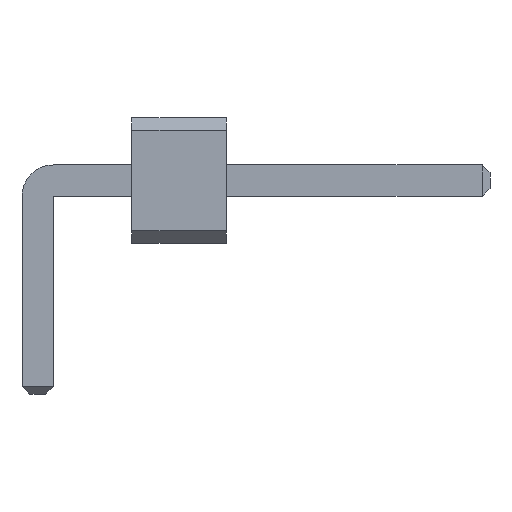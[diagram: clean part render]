
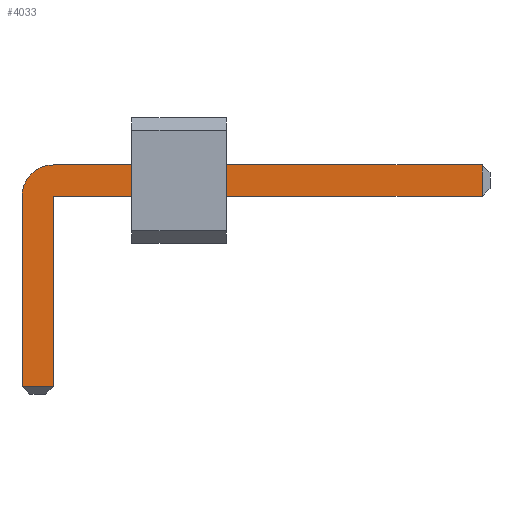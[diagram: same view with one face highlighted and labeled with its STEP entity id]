
A CAD part, front view. The second image highlights one B-rep face of the part: STEP entity #4033.
In plain terms, the highlighted planar face has unit normal (0, -1, 0).
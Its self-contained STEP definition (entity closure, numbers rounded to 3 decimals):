
#13=DIRECTION('',(0.,0.,1.));
#27=VECTOR('',#28,1.);
#28=DIRECTION('',(1.,0.,0.));
#1816=VECTOR('',#13,1.);
#1858=DIRECTION('',(0.,1.,0.));
#3847=VECTOR('',#3848,1.);
#3848=DIRECTION('',(0.,0.,-1.));
#3855=VECTOR('',#3856,1.);
#3856=DIRECTION('',(-1.,0.,0.));
#3877=DIRECTION('',(-0.,1.,0.));
#3887=VERTEX_POINT('',#3888);
#3888=CARTESIAN_POINT('',(0.25,-60.25,1.25));
#3890=ORIENTED_EDGE('',*,*,#3891,.T.);
#3891=EDGE_CURVE('',#3887,#3892,#3894,.T.);
#3892=VERTEX_POINT('',#3893);
#3893=CARTESIAN_POINT('',(7.075,-60.25,1.25));
#3894=LINE('',#3895,#27);
#3895=CARTESIAN_POINT('',(-0.25,-60.25,1.25));
#3931=EDGE_CURVE('',#3932,#3887,#3934,.T.);
#3932=VERTEX_POINT('',#3933);
#3933=CARTESIAN_POINT('',(-0.25,-60.25,0.75));
#3934=CIRCLE('',#3935,0.5);
#3935=AXIS2_PLACEMENT_3D('',#3936,#3877,#3848);
#3936=CARTESIAN_POINT('',(0.25,-60.25,0.75));
#3948=VERTEX_POINT('',#3949);
#3949=CARTESIAN_POINT('',(7.075,-60.25,0.75));
#3951=ORIENTED_EDGE('',*,*,#3952,.T.);
#3952=EDGE_CURVE('',#3948,#3953,#3954,.T.);
#3953=VERTEX_POINT('',#3936);
#3954=LINE('',#3955,#3855);
#3955=CARTESIAN_POINT('',(7.2,-60.25,0.75));
#3967=VERTEX_POINT('',#3968);
#3968=CARTESIAN_POINT('',(-0.25,-60.25,-2.275));
#3970=ORIENTED_EDGE('',*,*,#3971,.T.);
#3971=EDGE_CURVE('',#3967,#3932,#3972,.T.);
#3972=LINE('',#3973,#1816);
#3973=CARTESIAN_POINT('',(-0.25,-60.25,-2.4));
#3981=ORIENTED_EDGE('',*,*,#3982,.T.);
#3982=EDGE_CURVE('',#3953,#3983,#3985,.T.);
#3983=VERTEX_POINT('',#3984);
#3984=CARTESIAN_POINT('',(0.25,-60.25,-2.275));
#3985=LINE('',#3936,#3847);
#4033=ADVANCED_FACE('',(#4034),#4043,.F.);
#4034=FACE_BOUND('',#4035,.F.);
#4035=EDGE_LOOP('',(#3890,#4036,#3951,#3981,#4039,#3970,#4042));
#4036=ORIENTED_EDGE('',*,*,#4037,.T.);
#4037=EDGE_CURVE('',#3892,#3948,#4038,.T.);
#4038=LINE('',#3893,#3847);
#4039=ORIENTED_EDGE('',*,*,#4040,.T.);
#4040=EDGE_CURVE('',#3983,#3967,#4041,.T.);
#4041=LINE('',#3984,#3855);
#4042=ORIENTED_EDGE('',*,*,#3931,.T.);
#4043=PLANE('',#4044);
#4044=AXIS2_PLACEMENT_3D('',#4045,#1858,#13);
#4045=CARTESIAN_POINT('',(2.489,-60.25,0.411));
